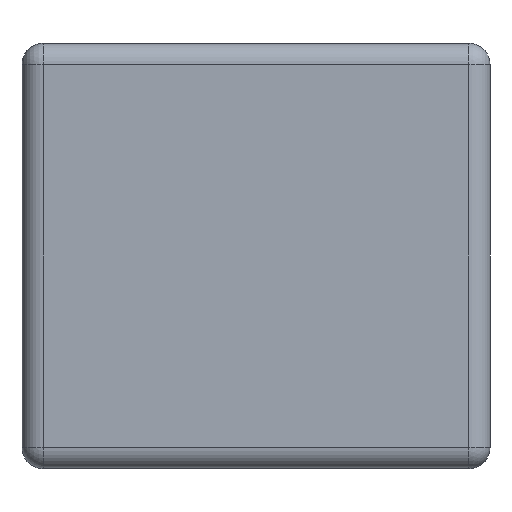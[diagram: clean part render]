
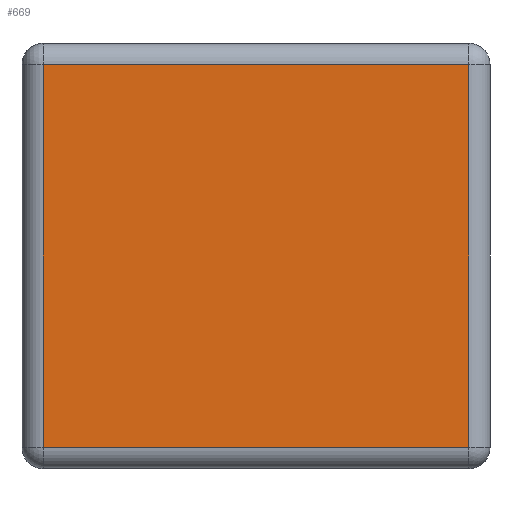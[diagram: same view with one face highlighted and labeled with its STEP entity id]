
A CAD part, left-side view. The second image highlights one B-rep face of the part: STEP entity #669.
In plain terms, the highlighted planar face has unit normal (-1, 0, 0).
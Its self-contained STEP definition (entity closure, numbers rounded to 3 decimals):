
#103 = CARTESIAN_POINT ( 'NONE',  ( -0.5, 0.55, -0.25 ) ) ;
#192 = CARTESIAN_POINT ( 'NONE',  ( -0.5, 0.55, -0.225 ) ) ;
#200 = CARTESIAN_POINT ( 'NONE',  ( -0.5, 0.525, 0.225 ) ) ;
#214 = LINE ( 'NONE', #619, #895 ) ;
#219 = PLANE ( 'NONE',  #365 ) ;
#255 = VERTEX_POINT ( 'NONE', #939 ) ;
#305 = VERTEX_POINT ( 'NONE', #721 ) ;
#319 = DIRECTION ( 'NONE',  ( 0., 0., 1. ) ) ;
#327 = EDGE_LOOP ( 'NONE', ( #1265, #1278, #967, #418 ) ) ;
#365 = AXIS2_PLACEMENT_3D ( 'NONE', #103, #801, #1089 ) ;
#380 = EDGE_CURVE ( 'NONE', #387, #255, #824, .T. ) ;
#387 = VERTEX_POINT ( 'NONE', #1204 ) ;
#418 = ORIENTED_EDGE ( 'NONE', *, *, #459, .T. ) ;
#459 = EDGE_CURVE ( 'NONE', #255, #1135, #214, .T. ) ;
#500 = FACE_OUTER_BOUND ( 'NONE', #327, .T. ) ;
#515 = VECTOR ( 'NONE', #319, 1000. ) ;
#594 = DIRECTION ( 'NONE',  ( 0., -1., 0. ) ) ;
#619 = CARTESIAN_POINT ( 'NONE',  ( -0.5, 0.55, 0.225 ) ) ;
#669 = ADVANCED_FACE ( 'NONE', ( #500 ), #219, .F. ) ;
#677 = CARTESIAN_POINT ( 'NONE',  ( -0.5, 0.525, -0.25 ) ) ;
#695 = DIRECTION ( 'NONE',  ( 0., 0., -1. ) ) ;
#721 = CARTESIAN_POINT ( 'NONE',  ( -0.5, 0.525, -0.225 ) ) ;
#801 = DIRECTION ( 'NONE',  ( 1., 0., 0. ) ) ;
#824 = LINE ( 'NONE', #903, #515 ) ;
#867 = VECTOR ( 'NONE', #695, 1000. ) ;
#895 = VECTOR ( 'NONE', #1013, 1000. ) ;
#903 = CARTESIAN_POINT ( 'NONE',  ( -0.5, 0.025, -0.25 ) ) ;
#907 = VECTOR ( 'NONE', #594, 1000. ) ;
#939 = CARTESIAN_POINT ( 'NONE',  ( -0.5, 0.025, 0.225 ) ) ;
#967 = ORIENTED_EDGE ( 'NONE', *, *, #380, .T. ) ;
#989 = EDGE_CURVE ( 'NONE', #1135, #305, #1280, .T. ) ;
#1013 = DIRECTION ( 'NONE',  ( 0., 1., 0. ) ) ;
#1081 = LINE ( 'NONE', #192, #907 ) ;
#1089 = DIRECTION ( 'NONE',  ( 0., 0., -1. ) ) ;
#1135 = VERTEX_POINT ( 'NONE', #200 ) ;
#1146 = EDGE_CURVE ( 'NONE', #305, #387, #1081, .T. ) ;
#1204 = CARTESIAN_POINT ( 'NONE',  ( -0.5, 0.025, -0.225 ) ) ;
#1265 = ORIENTED_EDGE ( 'NONE', *, *, #989, .T. ) ;
#1278 = ORIENTED_EDGE ( 'NONE', *, *, #1146, .T. ) ;
#1280 = LINE ( 'NONE', #677, #867 ) ;
